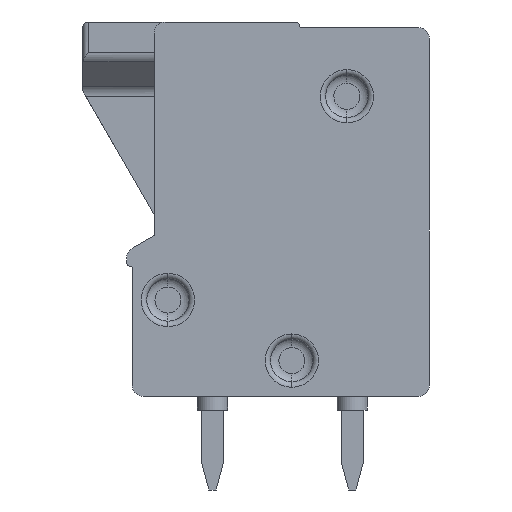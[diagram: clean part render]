
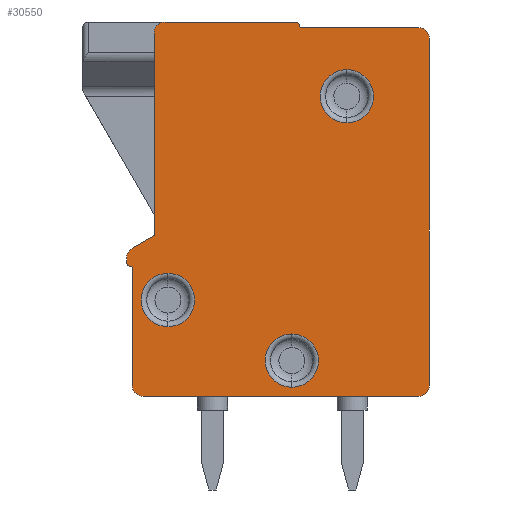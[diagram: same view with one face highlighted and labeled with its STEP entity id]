
A CAD part, left-side view. The second image highlights one B-rep face of the part: STEP entity #30550.
In plain terms, the highlighted face is planar.
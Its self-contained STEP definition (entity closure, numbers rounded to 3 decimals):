
#26290=CARTESIAN_POINT('',(-716.5,28.4,-1.27));
#26300=DIRECTION('',(0.,1.,0.));
#26310=VECTOR('',#26300,1.);
#26320=LINE('',#26290,#26310);
#26330=CARTESIAN_POINT('',(-716.5,28.4,-1.27));
#26340=VERTEX_POINT('',#26330);
#26350=CARTESIAN_POINT('',(-716.5,38.4,-1.27));
#26360=VERTEX_POINT('',#26350);
#26370=EDGE_CURVE('',#26340,#26360,#26320,.T.);
#28510=CARTESIAN_POINT('',(-729.7,37.6,-1.27));
#28520=DIRECTION('',(0.,0.,1.));
#28530=DIRECTION('',(1.,0.,0.));
#28540=AXIS2_PLACEMENT_3D('',#28510,#28520,#28530);
#28550=CIRCLE('',#28540,0.4);
#28560=CARTESIAN_POINT('',(-729.7,38.,-1.27));
#28570=VERTEX_POINT('',#28560);
#28580=CARTESIAN_POINT('',(-730.1,37.6,-1.27));
#28590=VERTEX_POINT('',#28580);
#28600=EDGE_CURVE('',#28570,#28590,#28550,.T.);
#28950=CARTESIAN_POINT('',(0.,0.,-1.27));
#28960=DIRECTION('',(0.,0.,1.));
#28970=DIRECTION('',(1.,0.,0.));
#28980=AXIS2_PLACEMENT_3D('',#28950,#28960,#28970);
#28990=PLANE('',#28980);
#29000=CARTESIAN_POINT('',(-729.9,32.9,-1.27));
#29010=DIRECTION('',(0.,0.,1.));
#29020=DIRECTION('',(1.,0.,0.));
#29030=AXIS2_PLACEMENT_3D('',#29000,#29010,#29020);
#29040=CIRCLE('',#29030,0.2);
#29050=CARTESIAN_POINT('',(-730.1,32.9,-1.27));
#29060=VERTEX_POINT('',#29050);
#29070=CARTESIAN_POINT('',(-729.9,32.7,-1.27));
#29080=VERTEX_POINT('',#29070);
#29090=EDGE_CURVE('',#29060,#29080,#29040,.T.);
#29100=ORIENTED_EDGE('',*,*,#29090,.F.);
#29110=CARTESIAN_POINT('',(-729.9,32.7,-1.27));
#29120=DIRECTION('',(0.,-1.,0.));
#29130=VECTOR('',#29120,1.);
#29140=LINE('',#29110,#29130);
#29150=CARTESIAN_POINT('',(-729.9,28.4,-1.27));
#29160=VERTEX_POINT('',#29150);
#29170=EDGE_CURVE('',#29080,#29160,#29140,.T.);
#29180=ORIENTED_EDGE('',*,*,#29170,.F.);
#29190=CARTESIAN_POINT('',(-729.5,28.4,-1.27));
#29200=DIRECTION('',(0.,0.,1.));
#29210=DIRECTION('',(1.,0.,0.));
#29220=AXIS2_PLACEMENT_3D('',#29190,#29200,#29210);
#29230=CIRCLE('',#29220,0.4);
#29240=CARTESIAN_POINT('',(-729.5,28.,-1.27));
#29250=VERTEX_POINT('',#29240);
#29260=EDGE_CURVE('',#29160,#29250,#29230,.T.);
#29270=ORIENTED_EDGE('',*,*,#29260,.F.);
#29280=CARTESIAN_POINT('',(-729.5,28.,-1.27));
#29290=DIRECTION('',(1.,0.,0.));
#29300=VECTOR('',#29290,1.);
#29310=LINE('',#29280,#29300);
#29320=CARTESIAN_POINT('',(-716.9,28.,-1.27));
#29330=VERTEX_POINT('',#29320);
#29340=EDGE_CURVE('',#29250,#29330,#29310,.T.);
#29350=ORIENTED_EDGE('',*,*,#29340,.F.);
#29360=CARTESIAN_POINT('',(-716.9,28.4,-1.27));
#29370=DIRECTION('',(0.,0.,1.));
#29380=DIRECTION('',(1.,0.,0.));
#29390=AXIS2_PLACEMENT_3D('',#29360,#29370,#29380);
#29400=CIRCLE('',#29390,0.4);
#29410=EDGE_CURVE('',#29330,#26340,#29400,.T.);
#29420=ORIENTED_EDGE('',*,*,#29410,.F.);
#29430=ORIENTED_EDGE('',*,*,#26370,.F.);
#29440=CARTESIAN_POINT('',(-716.9,38.4,-1.27));
#29450=DIRECTION('',(0.,0.,1.));
#29460=DIRECTION('',(1.,0.,0.));
#29470=AXIS2_PLACEMENT_3D('',#29440,#29450,#29460);
#29480=CIRCLE('',#29470,0.4);
#29490=CARTESIAN_POINT('',(-716.9,38.8,-1.27));
#29500=VERTEX_POINT('',#29490);
#29510=EDGE_CURVE('',#26360,#29500,#29480,.T.);
#29520=ORIENTED_EDGE('',*,*,#29510,.F.);
#29530=CARTESIAN_POINT('',(-716.9,38.8,-1.27));
#29540=DIRECTION('',(-1.,0.,0.));
#29550=VECTOR('',#29540,1.);
#29560=LINE('',#29530,#29550);
#29570=CARTESIAN_POINT('',(-721.2,38.8,-1.27));
#29580=VERTEX_POINT('',#29570);
#29590=EDGE_CURVE('',#29500,#29580,#29560,.T.);
#29600=ORIENTED_EDGE('',*,*,#29590,.F.);
#29610=CARTESIAN_POINT('',(-721.4,38.8,-1.27));
#29620=DIRECTION('',(0.,0.,1.));
#29630=DIRECTION('',(1.,0.,0.));
#29640=AXIS2_PLACEMENT_3D('',#29610,#29620,#29630);
#29650=CIRCLE('',#29640,0.2);
#29660=CARTESIAN_POINT('',(-721.4,39.,-1.27));
#29670=VERTEX_POINT('',#29660);
#29680=EDGE_CURVE('',#29580,#29670,#29650,.T.);
#29690=ORIENTED_EDGE('',*,*,#29680,.F.);
#29700=CARTESIAN_POINT('',(-721.4,39.,-1.27));
#29710=DIRECTION('',(-1.,0.,0.));
#29720=VECTOR('',#29710,1.);
#29730=LINE('',#29700,#29720);
#29740=CARTESIAN_POINT('',(-721.542,39.,-1.27));
#29750=VERTEX_POINT('',#29740);
#29760=EDGE_CURVE('',#29670,#29750,#29730,.T.);
#29770=ORIENTED_EDGE('',*,*,#29760,.F.);
#29780=CARTESIAN_POINT('',(-721.542,38.6,-1.27));
#29790=DIRECTION('',(0.,0.,1.));
#29800=DIRECTION('',(1.,0.,0.));
#29810=AXIS2_PLACEMENT_3D('',#29780,#29790,#29800);
#29820=CIRCLE('',#29810,0.4);
#29830=CARTESIAN_POINT('',(-721.888,38.8,-1.27));
#29840=VERTEX_POINT('',#29830);
#29850=EDGE_CURVE('',#29750,#29840,#29820,.T.);
#29860=ORIENTED_EDGE('',*,*,#29850,.F.);
#29870=CARTESIAN_POINT('',(-721.888,38.8,-1.27));
#29880=DIRECTION('',(-0.5,-0.866,0.));
#29890=VECTOR('',#29880,1.);
#29900=LINE('',#29870,#29890);
#29910=CARTESIAN_POINT('',(-722.35,38.,-1.27));
#29920=VERTEX_POINT('',#29910);
#29930=EDGE_CURVE('',#29840,#29920,#29900,.T.);
#29940=ORIENTED_EDGE('',*,*,#29930,.F.);
#29950=CARTESIAN_POINT('',(-722.35,38.,-1.27));
#29960=DIRECTION('',(-1.,0.,0.));
#29970=VECTOR('',#29960,1.);
#29980=LINE('',#29950,#29970);
#29990=EDGE_CURVE('',#29920,#28570,#29980,.T.);
#30000=ORIENTED_EDGE('',*,*,#29990,.F.);
#30010=ORIENTED_EDGE('',*,*,#28600,.F.);
#30020=CARTESIAN_POINT('',(-730.1,36.801,-1.27));
#30030=DIRECTION('',(0.,-1.,0.));
#30040=VECTOR('',#30030,1.);
#30050=LINE('',#30020,#30040);
#30060=EDGE_CURVE('',#28590,#29060,#30050,.T.);
#30070=ORIENTED_EDGE('',*,*,#30060,.F.);
#30080=EDGE_LOOP('',(#30070,#30010,#30000,#29940,#29860,#29770,#29690,
#29600,#29520,#29430,#29420,#29350,#29270,#29180,#29100));
#30090=FACE_OUTER_BOUND('',#30080,.T.);
#30100=CARTESIAN_POINT('',(-717.8,33.,-1.27));
#30110=DIRECTION('',(0.,0.,1.));
#30120=DIRECTION('',(-1.,0.,0.));
#30130=AXIS2_PLACEMENT_3D('',#30100,#30110,#30120);
#30140=CIRCLE('',#30130,0.968);
#30150=CARTESIAN_POINT('',(-718.768,33.,-1.27));
#30160=VERTEX_POINT('',#30150);
#30170=CARTESIAN_POINT('',(-716.832,33.,-1.27));
#30180=VERTEX_POINT('',#30170);
#30190=EDGE_CURVE('',#30160,#30180,#30140,.T.);
#30200=ORIENTED_EDGE('',*,*,#30190,.T.);
#30210=EDGE_CURVE('',#30180,#30160,#30140,.T.);
#30220=ORIENTED_EDGE('',*,*,#30210,.T.);
#30230=EDGE_LOOP('',(#30220,#30200));
#30240=FACE_BOUND('',#30230,.T.);
#30250=CARTESIAN_POINT('',(-727.4,31.,-1.27));
#30260=DIRECTION('',(0.,0.,1.));
#30270=DIRECTION('',(-1.,0.,0.));
#30280=AXIS2_PLACEMENT_3D('',#30250,#30260,#30270);
#30290=CIRCLE('',#30280,0.968);
#30300=CARTESIAN_POINT('',(-728.368,31.,-1.27));
#30310=VERTEX_POINT('',#30300);
#30320=CARTESIAN_POINT('',(-726.432,31.,-1.27));
#30330=VERTEX_POINT('',#30320);
#30340=EDGE_CURVE('',#30310,#30330,#30290,.T.);
#30350=ORIENTED_EDGE('',*,*,#30340,.T.);
#30360=EDGE_CURVE('',#30330,#30310,#30290,.T.);
#30370=ORIENTED_EDGE('',*,*,#30360,.T.);
#30380=EDGE_LOOP('',(#30370,#30350));
#30390=FACE_BOUND('',#30380,.T.);
#30400=CARTESIAN_POINT('',(-720.,37.5,-1.27));
#30410=DIRECTION('',(0.,0.,1.));
#30420=DIRECTION('',(-1.,0.,0.));
#30430=AXIS2_PLACEMENT_3D('',#30400,#30410,#30420);
#30440=CIRCLE('',#30430,0.968);
#30450=CARTESIAN_POINT('',(-720.968,37.5,-1.27));
#30460=VERTEX_POINT('',#30450);
#30470=CARTESIAN_POINT('',(-719.032,37.5,-1.27));
#30480=VERTEX_POINT('',#30470);
#30490=EDGE_CURVE('',#30460,#30480,#30440,.T.);
#30500=ORIENTED_EDGE('',*,*,#30490,.T.);
#30510=EDGE_CURVE('',#30480,#30460,#30440,.T.);
#30520=ORIENTED_EDGE('',*,*,#30510,.T.);
#30530=EDGE_LOOP('',(#30520,#30500));
#30540=FACE_BOUND('',#30530,.T.);
#30550=ADVANCED_FACE('',(#30090,#30240,#30390,#30540),#28990,.F.);
